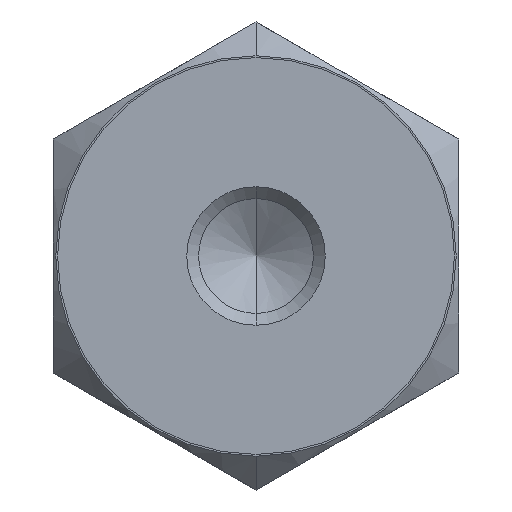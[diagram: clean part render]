
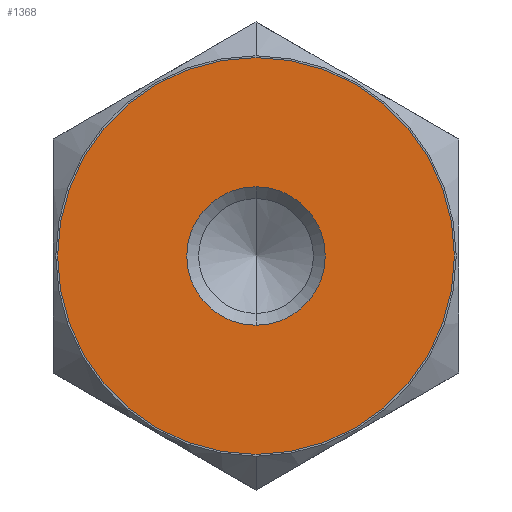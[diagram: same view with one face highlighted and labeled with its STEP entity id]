
A CAD part, front view. The second image highlights one B-rep face of the part: STEP entity #1368.
In plain terms, the highlighted planar face has unit normal (0, -1, 0).
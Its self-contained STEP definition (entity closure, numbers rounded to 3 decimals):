
#602=CARTESIAN_POINT('',(0.,-35.,0.));
#603=DIRECTION('',(0.,-1.,0.));
#604=DIRECTION('',(0.,0.,1.));
#605=AXIS2_PLACEMENT_3D('',#602,#603,#604);
#610=CARTESIAN_POINT('',(0.,-35.,0.));
#611=DIRECTION('',(0.,-1.,0.));
#612=DIRECTION('',(0.,0.,-1.));
#613=AXIS2_PLACEMENT_3D('',#610,#611,#612);
#618=CARTESIAN_POINT('',(0.,-35.,0.));
#619=DIRECTION('',(0.,1.,0.));
#620=DIRECTION('',(0.,0.,-1.));
#621=AXIS2_PLACEMENT_3D('',#618,#619,#620);
#626=CARTESIAN_POINT('',(0.,-35.,0.));
#627=DIRECTION('',(0.,1.,0.));
#628=DIRECTION('',(0.,0.,1.));
#629=AXIS2_PLACEMENT_3D('',#626,#627,#628);
#841=CARTESIAN_POINT('',(0.,-35.,-4.1));
#842=VERTEX_POINT('',#841);
#843=CARTESIAN_POINT('',(0.,-35.,4.1));
#844=VERTEX_POINT('',#843);
#853=CARTESIAN_POINT('',(0.,-35.,-11.75));
#855=VERTEX_POINT('',#853);
#857=CARTESIAN_POINT('',(0.,-35.,11.75));
#859=VERTEX_POINT('',#857);
#1353=CARTESIAN_POINT('',(17.5,-35.,0.));
#1354=DIRECTION('',(0.,-1.,0.));
#1355=DIRECTION('',(0.,0.,-1.));
#1356=AXIS2_PLACEMENT_3D('',#1353,#1354,#1355);
#1357=PLANE('',#1356);
#1358=ORIENTED_EDGE('',*,*,#1347,.F.);
#1359=ORIENTED_EDGE('',*,*,#1333,.F.);
#1360=EDGE_LOOP('',(#1358,#1359));
#1361=FACE_OUTER_BOUND('',#1360,.F.);
#1363=ORIENTED_EDGE('',*,*,#1362,.F.);
#1365=ORIENTED_EDGE('',*,*,#1364,.F.);
#1366=EDGE_LOOP('',(#1363,#1365));
#1367=FACE_BOUND('',#1366,.F.);
#1368=ADVANCED_FACE('',(#1361,#1367),#1357,.T.);
#606=CIRCLE('',#605,11.75);
#614=CIRCLE('',#613,11.75);
#622=CIRCLE('',#621,4.1);
#630=CIRCLE('',#629,4.1);
#1333=EDGE_CURVE('',#855,#859,#614,.T.);
#1347=EDGE_CURVE('',#859,#855,#606,.T.);
#1362=EDGE_CURVE('',#842,#844,#622,.T.);
#1364=EDGE_CURVE('',#844,#842,#630,.T.);
